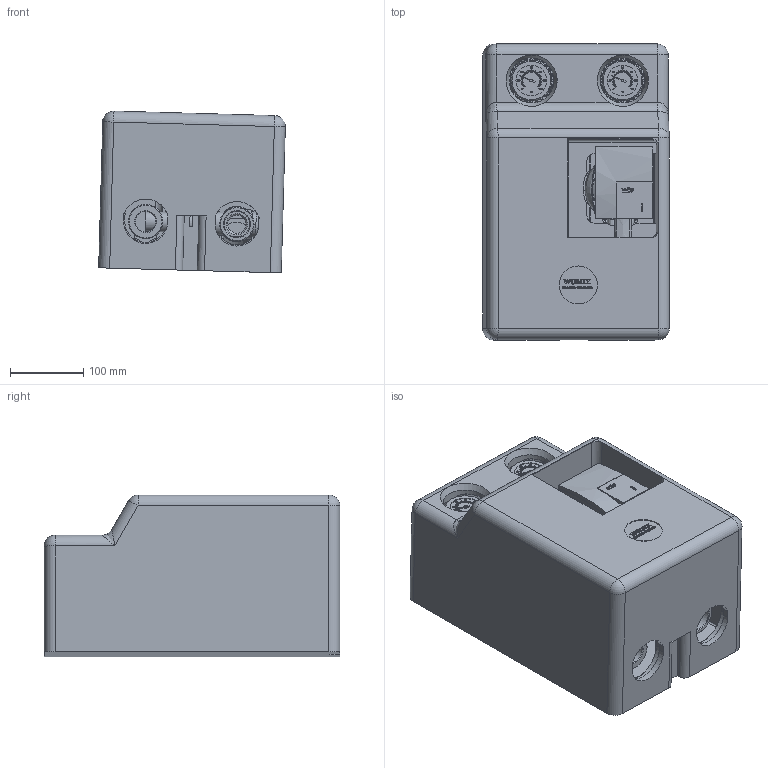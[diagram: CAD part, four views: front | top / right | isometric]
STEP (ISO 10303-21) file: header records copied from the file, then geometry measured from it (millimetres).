
FILE_DESCRIPTION(/* description */ (''),/* implementation_level */ '2;1');
FILE_NAME(/* name */ 'SMTC125-DN25_Wilo.stp',/* time_stamp */ '2015-11-26T21:40:48+01:00',/* author */ ('ARTUR'),/* organization */ (''),/* preprocessor_version */ 'ST-DEVELOPER v15.6',/* originating_system */ 'Autodesk Inventor 2015',/* authorisation */ '');
FILE_SCHEMA (('CONFIG_CONTROL_DESIGN'));
Products named in the file (1): SMTC125-DN25_Wilo
Bounding box: 255.49 x 405 x 221.48 mm (x, y, z)
Volume: 10734641.7 mm3; surface area: 1152888.3 mm2
Topology: 1 solids, 2 shells, 3136 faces, 8642 edges, 5558 vertices
Faces by surface type: plane 1965, cylinder 698, bspline 271, cone 99, sphere 53, torus 50
Full cylindrical faces by diameter (mm): 10 x6, 13 x2, 13.654 x2, 25 x3, 26.8 x2, 27 x1, 28 x1, 30 x4, 32 x2, 33 x6, 35 x5, 38 x3, 42 x2, 45 x2, 47 x4, 48.3 x2, 52 x3, 56 x2, 62 x2, 63 x1
Entity records: 107554 total; most frequent: CARTESIAN_POINT 27975, ORIENTED_EDGE 16858, DIRECTION 15247, EDGE_CURVE 8429, LINE 5901, VECTOR 5901, VERTEX_POINT 5513, AXIS2_PLACEMENT_3D 4673
